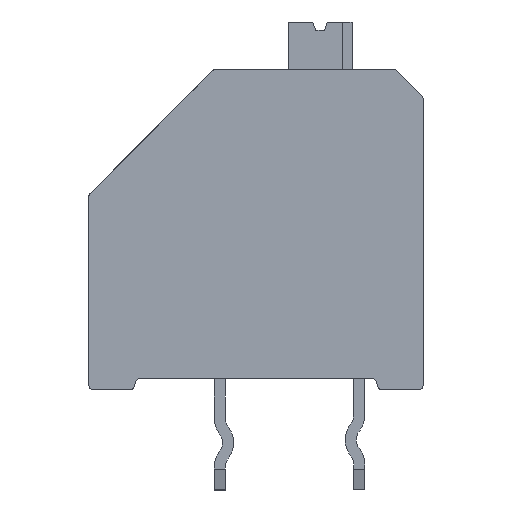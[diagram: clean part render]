
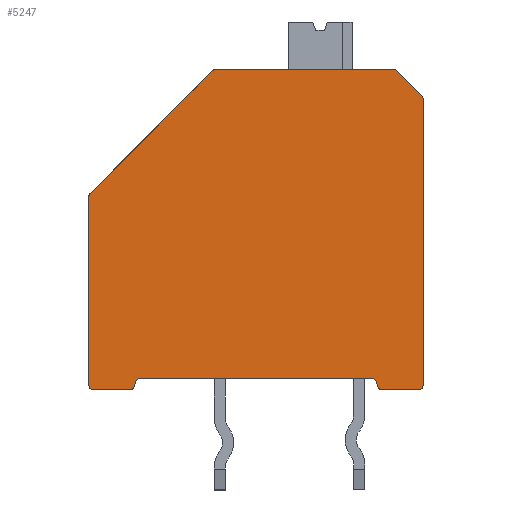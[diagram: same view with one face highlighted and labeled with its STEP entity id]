
A CAD part, front view. The second image highlights one B-rep face of the part: STEP entity #5247.
In plain terms, the highlighted planar face has unit normal (0, -1, 0).
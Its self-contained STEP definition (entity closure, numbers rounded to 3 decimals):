
#207=CIRCLE('',#5439,0.17);
#208=CIRCLE('',#5441,0.17);
#209=CIRCLE('',#5444,0.17);
#210=CIRCLE('',#5447,0.17);
#211=CIRCLE('',#5449,0.17);
#214=CIRCLE('',#5455,0.17);
#227=CIRCLE('',#5493,0.17);
#228=CIRCLE('',#5501,0.17);
#231=CIRCLE('',#5507,0.17);
#236=CIRCLE('',#5524,0.17);
#627=ORIENTED_EDGE('',*,*,#1500,.F.);
#628=ORIENTED_EDGE('',*,*,#1512,.T.);
#629=ORIENTED_EDGE('',*,*,#1532,.T.);
#630=ORIENTED_EDGE('',*,*,#1520,.F.);
#631=ORIENTED_EDGE('',*,*,#1609,.T.);
#632=ORIENTED_EDGE('',*,*,#1612,.F.);
#633=ORIENTED_EDGE('',*,*,#1611,.T.);
#634=ORIENTED_EDGE('',*,*,#1516,.T.);
#635=ORIENTED_EDGE('',*,*,#1509,.F.);
#636=ORIENTED_EDGE('',*,*,#1594,.T.);
#637=ORIENTED_EDGE('',*,*,#1595,.T.);
#638=ORIENTED_EDGE('',*,*,#1503,.T.);
#639=ORIENTED_EDGE('',*,*,#1521,.F.);
#640=ORIENTED_EDGE('',*,*,#1506,.T.);
#641=ORIENTED_EDGE('',*,*,#1635,.F.);
#642=ORIENTED_EDGE('',*,*,#1640,.T.);
#643=ORIENTED_EDGE('',*,*,#1597,.F.);
#644=ORIENTED_EDGE('',*,*,#1617,.T.);
#645=ORIENTED_EDGE('',*,*,#1570,.T.);
#646=ORIENTED_EDGE('',*,*,#1526,.T.);
#1500=EDGE_CURVE('',#2057,#2058,#2419,.T.);
#1503=EDGE_CURVE('',#2060,#2059,#207,.T.);
#1506=EDGE_CURVE('',#2062,#2061,#208,.T.);
#1509=EDGE_CURVE('',#2063,#2064,#2426,.T.);
#1512=EDGE_CURVE('',#2057,#2065,#209,.T.);
#1516=EDGE_CURVE('',#2068,#2064,#210,.T.);
#1520=EDGE_CURVE('',#2070,#2069,#211,.T.);
#1521=EDGE_CURVE('',#2062,#2059,#2435,.T.);
#1526=EDGE_CURVE('',#2075,#2058,#214,.T.);
#1532=EDGE_CURVE('',#2065,#2069,#2441,.T.);
#1570=EDGE_CURVE('',#2108,#2075,#2472,.T.);
#1594=EDGE_CURVE('',#2063,#2124,#227,.T.);
#1595=EDGE_CURVE('',#2124,#2060,#2485,.T.);
#1597=EDGE_CURVE('',#2125,#2126,#2487,.T.);
#1609=EDGE_CURVE('',#2070,#2132,#2499,.T.);
#1611=EDGE_CURVE('',#2133,#2068,#2501,.T.);
#1612=EDGE_CURVE('',#2133,#2132,#228,.T.);
#1617=EDGE_CURVE('',#2125,#2108,#231,.T.);
#1635=EDGE_CURVE('',#2141,#2061,#2515,.T.);
#1640=EDGE_CURVE('',#2141,#2126,#236,.T.);
#2057=VERTEX_POINT('',#7076);
#2058=VERTEX_POINT('',#7078);
#2059=VERTEX_POINT('',#7082);
#2060=VERTEX_POINT('',#7084);
#2061=VERTEX_POINT('',#7088);
#2062=VERTEX_POINT('',#7090);
#2063=VERTEX_POINT('',#7094);
#2064=VERTEX_POINT('',#7096);
#2065=VERTEX_POINT('',#7100);
#2068=VERTEX_POINT('',#7110);
#2069=VERTEX_POINT('',#7114);
#2070=VERTEX_POINT('',#7116);
#2075=VERTEX_POINT('',#7131);
#2108=VERTEX_POINT('',#7221);
#2124=VERTEX_POINT('',#7290);
#2125=VERTEX_POINT('',#7296);
#2126=VERTEX_POINT('',#7298);
#2132=VERTEX_POINT('',#7318);
#2133=VERTEX_POINT('',#7322);
#2141=VERTEX_POINT('',#7367);
#2419=LINE('',#7077,#2793);
#2426=LINE('',#7095,#2800);
#2435=LINE('',#7119,#2809);
#2441=LINE('',#7143,#2815);
#2472=LINE('',#7220,#2846);
#2485=LINE('',#7293,#2859);
#2487=LINE('',#7297,#2861);
#2499=LINE('',#7319,#2873);
#2501=LINE('',#7323,#2875);
#2515=LINE('',#7368,#2889);
#2793=VECTOR('',#5878,1000.);
#2800=VECTOR('',#5895,1000.);
#2809=VECTOR('',#5920,1000.);
#2815=VECTOR('',#5944,1000.);
#2846=VECTOR('',#6011,1000.);
#2859=VECTOR('',#6058,1000.);
#2861=VECTOR('',#6062,1000.);
#2873=VECTOR('',#6080,1000.);
#2875=VECTOR('',#6084,1000.);
#2889=VECTOR('',#6144,1000.);
#3203=EDGE_LOOP('',(#627,#628,#629,#630,#631,#632,#633,#634,#635,#636,#637,
#638,#639,#640,#641,#642,#643,#644,#645,#646));
#3427=FACE_BOUND('',#3203,.T.);
#3629=PLANE('',#5523);
#5247=ADVANCED_FACE('',(#3427),#3629,.T.);
#5439=AXIS2_PLACEMENT_3D('',#7083,#5883,#5884);
#5441=AXIS2_PLACEMENT_3D('',#7089,#5889,#5890);
#5444=AXIS2_PLACEMENT_3D('',#7101,#5900,#5901);
#5447=AXIS2_PLACEMENT_3D('',#7109,#5909,#5910);
#5449=AXIS2_PLACEMENT_3D('',#7117,#5916,#5917);
#5455=AXIS2_PLACEMENT_3D('',#7130,#5931,#5932);
#5493=AXIS2_PLACEMENT_3D('',#7291,#6054,#6055);
#5501=AXIS2_PLACEMENT_3D('',#7325,#6087,#6088);
#5507=AXIS2_PLACEMENT_3D('',#7333,#6101,#6102);
#5523=AXIS2_PLACEMENT_3D('',#7375,#6149,#6150);
#5524=AXIS2_PLACEMENT_3D('',#7376,#6151,#6152);
#5878=DIRECTION('',(-1.,0.,0.));
#5883=DIRECTION('',(0.,-1.,0.));
#5884=DIRECTION('',(0.,0.,-1.));
#5889=DIRECTION('',(0.,-1.,0.));
#5890=DIRECTION('',(0.,0.,-1.));
#5895=DIRECTION('',(-1.,0.,0.));
#5900=DIRECTION('',(0.,-1.,0.));
#5901=DIRECTION('',(0.,0.,-1.));
#5909=DIRECTION('',(0.,-1.,0.));
#5910=DIRECTION('',(0.,0.,-1.));
#5916=DIRECTION('',(0.,-1.,0.));
#5917=DIRECTION('',(0.,0.,-1.));
#5920=DIRECTION('',(0.707,0.,-0.707));
#5931=DIRECTION('',(0.,-1.,0.));
#5932=DIRECTION('',(0.,0.,-1.));
#5944=DIRECTION('',(0.259,0.,0.966));
#6011=DIRECTION('',(0.,0.,-1.));
#6054=DIRECTION('',(0.,-1.,0.));
#6055=DIRECTION('',(0.,0.,-1.));
#6058=DIRECTION('',(0.,0.,1.));
#6062=DIRECTION('',(0.707,0.,0.707));
#6080=DIRECTION('',(1.,0.,0.));
#6084=DIRECTION('',(0.259,0.,-0.966));
#6087=DIRECTION('',(0.,-1.,0.));
#6088=DIRECTION('',(0.,0.,-1.));
#6101=DIRECTION('',(0.,-1.,0.));
#6102=DIRECTION('',(0.,0.,-1.));
#6144=DIRECTION('',(1.,0.,0.));
#6149=DIRECTION('',(0.,-1.,0.));
#6150=DIRECTION('',(0.,0.,-1.));
#6151=DIRECTION('',(0.,-1.,0.));
#6152=DIRECTION('',(0.,0.,-1.));
#7076=CARTESIAN_POINT('',(1.47,-5.31,-0.17));
#7077=CARTESIAN_POINT('',(6.,-5.31,-0.17));
#7078=CARTESIAN_POINT('',(0.17,-5.31,-0.17));
#7082=CARTESIAN_POINT('',(11.95,-5.31,10.38));
#7083=CARTESIAN_POINT('',(11.83,-5.31,10.26));
#7084=CARTESIAN_POINT('',(12.,-5.31,10.26));
#7088=CARTESIAN_POINT('',(10.93,-5.31,11.33));
#7089=CARTESIAN_POINT('',(10.93,-5.31,11.16));
#7090=CARTESIAN_POINT('',(11.05,-5.31,11.28));
#7094=CARTESIAN_POINT('',(11.83,-5.31,-0.17));
#7095=CARTESIAN_POINT('',(6.,-5.31,-0.17));
#7096=CARTESIAN_POINT('',(10.53,-5.31,-0.17));
#7100=CARTESIAN_POINT('',(1.634,-5.31,-0.044));
#7101=CARTESIAN_POINT('',(1.47,-5.31,0.));
#7109=CARTESIAN_POINT('',(10.53,-5.31,0.));
#7110=CARTESIAN_POINT('',(10.366,-5.31,-0.044));
#7114=CARTESIAN_POINT('',(1.673,-5.31,0.104));
#7116=CARTESIAN_POINT('',(1.838,-5.31,0.23));
#7117=CARTESIAN_POINT('',(1.838,-5.31,0.06));
#7119=CARTESIAN_POINT('',(11.5,-5.31,10.83));
#7130=CARTESIAN_POINT('',(0.17,-5.31,0.));
#7131=CARTESIAN_POINT('',(0.,-5.31,0.));
#7143=CARTESIAN_POINT('',(1.707,-5.31,0.23));
#7220=CARTESIAN_POINT('',(0.,-5.31,13.03));
#7221=CARTESIAN_POINT('',(0.,-5.31,6.76));
#7290=CARTESIAN_POINT('',(12.,-5.31,0.));
#7291=CARTESIAN_POINT('',(11.83,-5.31,0.));
#7293=CARTESIAN_POINT('',(12.,-5.31,-3.77));
#7296=CARTESIAN_POINT('',(0.05,-5.31,6.88));
#7297=CARTESIAN_POINT('',(1.847,-5.31,8.677));
#7298=CARTESIAN_POINT('',(4.45,-5.31,11.28));
#7318=CARTESIAN_POINT('',(10.162,-5.31,0.23));
#7319=CARTESIAN_POINT('',(10.493,-5.31,0.23));
#7322=CARTESIAN_POINT('',(10.327,-5.31,0.104));
#7323=CARTESIAN_POINT('',(10.774,-5.31,-1.566));
#7325=CARTESIAN_POINT('',(10.162,-5.31,0.06));
#7333=CARTESIAN_POINT('',(0.17,-5.31,6.76));
#7367=CARTESIAN_POINT('',(4.57,-5.31,11.33));
#7368=CARTESIAN_POINT('',(4.5,-5.31,11.33));
#7375=CARTESIAN_POINT('',(0.,-5.31,0.));
#7376=CARTESIAN_POINT('',(4.57,-5.31,11.16));
